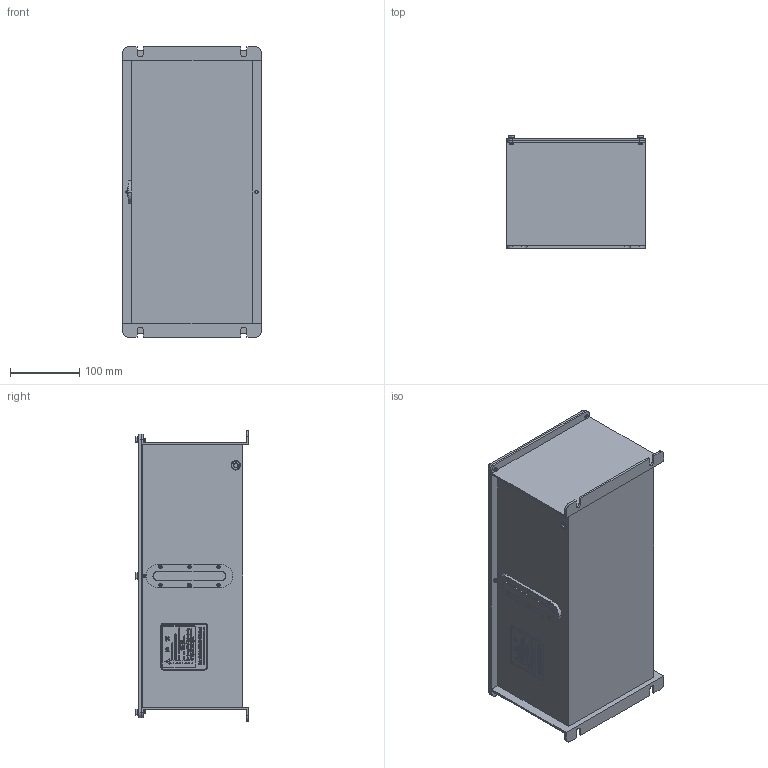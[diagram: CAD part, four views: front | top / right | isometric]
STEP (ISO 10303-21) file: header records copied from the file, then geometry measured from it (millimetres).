
FILE_DESCRIPTION (( 'STEP AP214' ), '1' );
FILE_NAME ('60F(6L).STEP', '2025-07-09T05:13:58', ( '' ), ( '' ), 'SwSTEP 2.0', 'SolidWorks 2018', '' );
FILE_SCHEMA (( 'AUTOMOTIVE_DESIGN' ));
Length unit declared in the file: millimetre
Products named in the file (1): 60F(6L)
Bounding box: 200 x 162.69 x 420 mm (x, y, z)
Surface area: 593052.2 mm2 (no closed solid volume)
Topology: 0 solids, 338 shells, 945 faces, 11302 edges, 10652 vertices
Faces by surface type: plane 656, cylinder 168, cone 103, sphere 12, bspline 6
Entity records: 145659 total; most frequent: CARTESIAN_POINT 67483, ORIENTED_EDGE 12310, EDGE_CURVE 11302, VERTEX_POINT 10652, DIRECTION 9628, VECTOR 5240, LINE 5240, B_SPLINE_CURVE_WITH_KNOTS 4789
